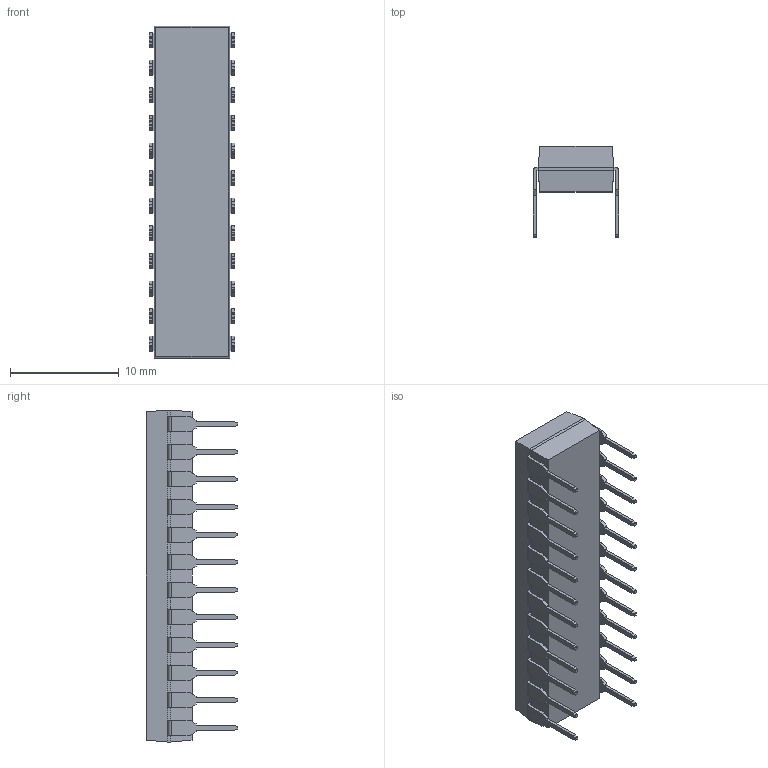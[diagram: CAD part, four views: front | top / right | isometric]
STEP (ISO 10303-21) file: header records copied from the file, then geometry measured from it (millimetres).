
FILE_DESCRIPTION (( 'STEP AP214' ), '1' );
FILE_NAME ('MAX7219CNG.STEP', '2025-07-07T19:06:14', ( '' ), ( '' ), 'SwSTEP 2.0', 'SolidWorks 2021', '' );
FILE_SCHEMA (( 'AUTOMOTIVE_DESIGN' ));
Length unit declared in the file: millimetre
Products named in the file (1): MAX7219CNG
Bounding box: 7.9 x 8.38 x 30.55 mm (x, y, z)
Volume: 904.4 mm3; surface area: 1073.4 mm2
Topology: 25 solids, 25 shells, 497 faces, 1333 edges, 886 vertices
Faces by surface type: plane 447, cylinder 50
Entity records: 15533 total; most frequent: CARTESIAN_POINT 2723, ORIENTED_EDGE 2666, DIRECTION 2427, EDGE_CURVE 1333, LINE 1231, VECTOR 1231, VERTEX_POINT 886, AXIS2_PLACEMENT_3D 598
